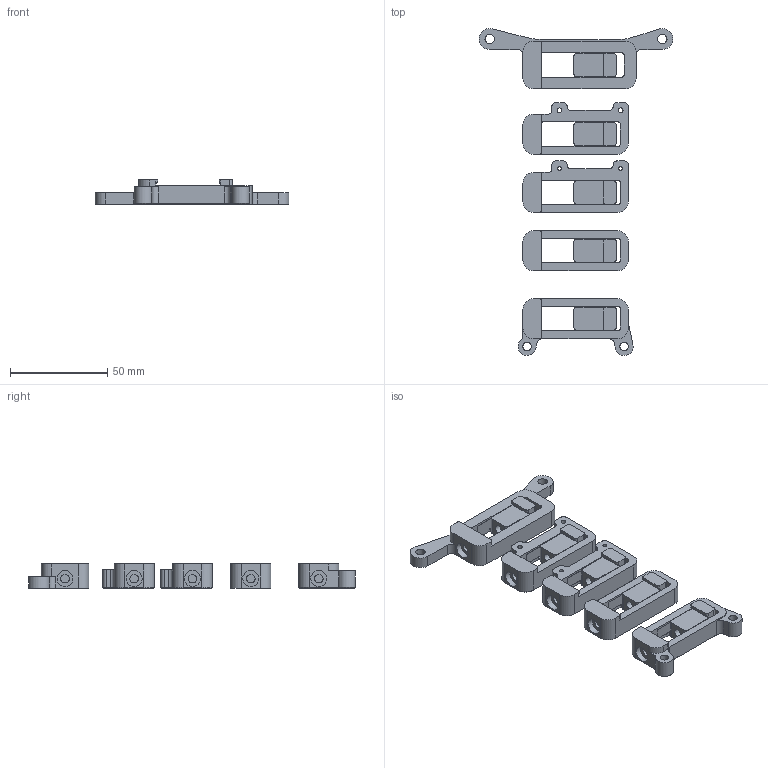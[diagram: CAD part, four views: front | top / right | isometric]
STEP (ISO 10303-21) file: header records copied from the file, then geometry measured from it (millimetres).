
FILE_DESCRIPTION(/* description */ (''),/* implementation_level */ '2;1');
FILE_NAME(/* name */ 'BEEFY_Din v3.step',/* time_stamp */ '2023-10-20T09:25:32-07:00',/* author */ (''),/* organization */ (''),/* preprocessor_version */ 'ST-DEVELOPER v20',/* originating_system */ 'Autodesk Translation Framework v12.14.0.127',/* authorisation */ '');
FILE_SCHEMA (('AUTOMOTIVE_DESIGN { 1 0 10303 214 3 1 1 }'));
Length unit declared in the file: millimetre
Products named in the file (6): BEEFY_Din; LockingDIN-Blank; LockingDIN-PSU (50mm); LockingDIN-FlexPower (3.5in); LockingDIN-PCB (m2); LockingDIN-PCB (m2 heatset)
Assembly tree (5 placements, depth 2):
  BEEFY_Din
    LockingDIN-Blank
    LockingDIN-PSU (50mm)
    LockingDIN-FlexPower (3.5in)
    LockingDIN-PCB (m2)
    LockingDIN-PCB (m2 heatset)
Bounding box: 99.69 x 168.28 x 12.6 mm (x, y, z)
Volume: 47243.8 mm3; surface area: 31648.3 mm2
Topology: 10 solids, 10 shells, 696 faces, 1808 edges, 1157 vertices
Faces by surface type: plane 458, cylinder 163, cone 75
Full cylindrical faces by diameter (mm): 1.9 x2, 2.4 x2, 3.25 x2, 4.4 x2, 4.8 x2
Entity records: 21315 total; most frequent: CARTESIAN_POINT 3675, DIRECTION 3628, ORIENTED_EDGE 3616, EDGE_CURVE 1808, LINE 1400, VECTOR 1400, VERTEX_POINT 1157, AXIS2_PLACEMENT_3D 1114
